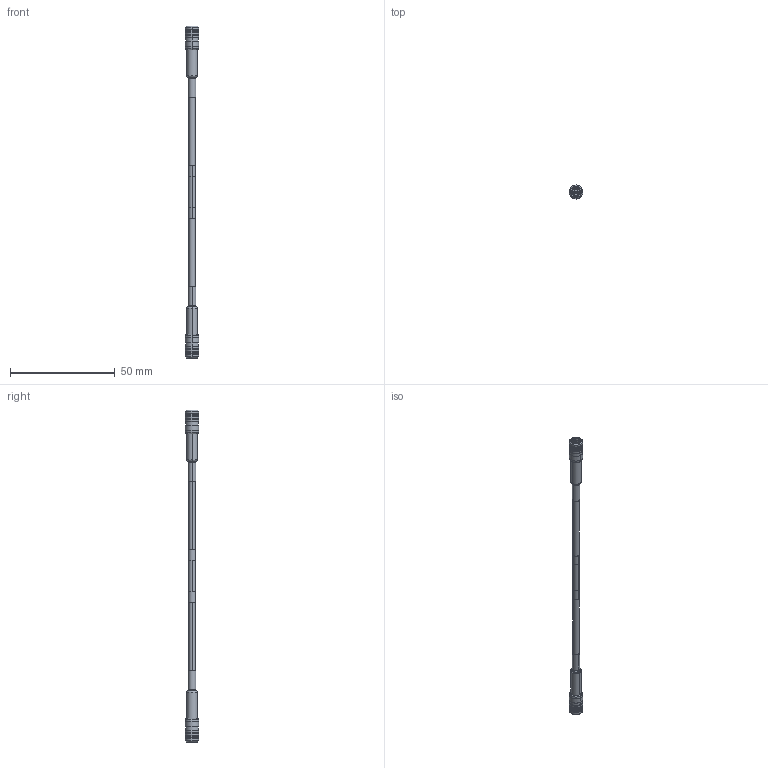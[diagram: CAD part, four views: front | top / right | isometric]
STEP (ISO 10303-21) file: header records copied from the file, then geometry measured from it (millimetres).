
FILE_DESCRIPTION (( 'STEP AP214' ), '1' );
FILE_NAME ('FMCA9990_3D.step', '2024-01-26T20:40:28', ( '' ), ( '' ), 'SwSTEP 2.0', 'SolidWorks 2022', '' );
FILE_SCHEMA (( 'AUTOMOTIVE_DESIGN' ));
Length unit declared in the file: inch
Products named in the file (5): SC8841; RG188-DS; FMCA9990_3D; HeatShrink-RG174A; 1AW01-003_.126 ID
Assembly tree (6 placements, depth 2):
  FMCA9990_3D
    HeatShrink-RG174A  x2
    RG188-DS
    SC8841  x2
    1AW01-003_.126 ID
Bounding box: 6.5 x 6.5 x 158.7 mm (x, y, z)
Volume: 1947.1 mm3; surface area: 4488.4 mm2
Topology: 8 solids, 8 shells, 260 faces, 578 edges, 352 vertices
Faces by surface type: cylinder 90, plane 82, torus 48, cone 24, bspline 16
Entity records: 4315 total; most frequent: CARTESIAN_POINT 853, DIRECTION 744, ORIENTED_EDGE 608, AXIS2_PLACEMENT_3D 317, EDGE_CURVE 304, VERTEX_POINT 186, CIRCLE 178, EDGE_LOOP 154
